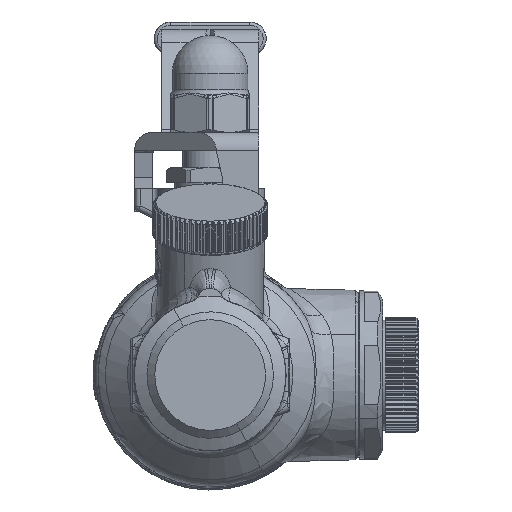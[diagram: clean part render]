
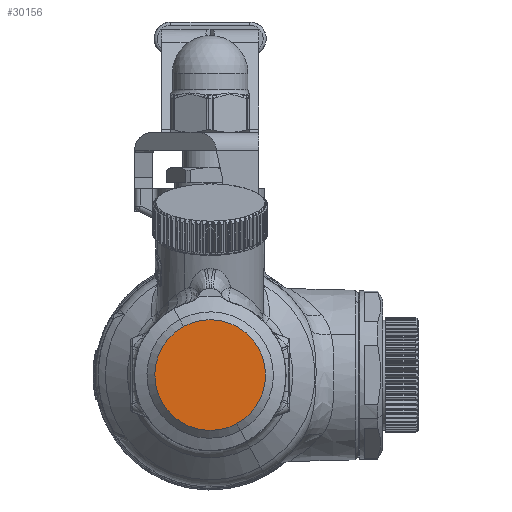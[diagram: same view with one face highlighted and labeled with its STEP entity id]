
A CAD part, left-side view. The second image highlights one B-rep face of the part: STEP entity #30156.
In plain terms, the highlighted planar face has unit normal (1, 0, 0).
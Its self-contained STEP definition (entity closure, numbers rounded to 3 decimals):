
#30099=CARTESIAN_POINT('Vertex',(-46.5,-4.387,-8.03)) ;
#30106=CARTESIAN_POINT('Vertex',(-46.5,4.387,8.03)) ;
#30109=CARTESIAN_POINT('Axis2P3D Location',(-46.5,0.,0.)) ;
#30126=CARTESIAN_POINT('Axis2P3D Location',(-46.5,0.,0.)) ;
#30130=CARTESIAN_POINT('Vertex',(-46.5,-9.15,0.)) ;
#30133=CARTESIAN_POINT('Axis2P3D Location',(-46.5,0.,0.)) ;
#30146=CARTESIAN_POINT('Axis2P3D Location',(-46.5,0.,9.15)) ;
#30110=DIRECTION('Axis2P3D Direction',(1.,0.,0.)) ;
#30127=DIRECTION('Axis2P3D Direction',(1.,-0.,0.)) ;
#30134=DIRECTION('Axis2P3D Direction',(1.,-0.,0.)) ;
#30147=DIRECTION('Axis2P3D Direction',(-1.,0.,0.)) ;
#30148=DIRECTION('Axis2P3D XDirection',(0.,1.,0.)) ;
#30111=AXIS2_PLACEMENT_3D('Circle Axis2P3D',#30109,#30110,$) ;
#30128=AXIS2_PLACEMENT_3D('Circle Axis2P3D',#30126,#30127,$) ;
#30135=AXIS2_PLACEMENT_3D('Circle Axis2P3D',#30133,#30134,$) ;
#30149=AXIS2_PLACEMENT_3D('Plane Axis2P3D',#30146,#30147,#30148) ;
#30152=ORIENTED_EDGE('',*,*,#30132,.F.) ;
#30153=ORIENTED_EDGE('',*,*,#30113,.F.) ;
#30154=ORIENTED_EDGE('',*,*,#30137,.F.) ;
#30156=ADVANCED_FACE('Sheet.1',(#30155),#30150,.F.) ;
#30112=CIRCLE('generated circle',#30111,9.15) ;
#30129=CIRCLE('generated circle',#30128,9.15) ;
#30136=CIRCLE('generated circle',#30135,9.15) ;
#30113=EDGE_CURVE('',#30107,#30100,#30112,.F.) ;
#30132=EDGE_CURVE('',#30100,#30131,#30129,.F.) ;
#30137=EDGE_CURVE('',#30131,#30107,#30136,.F.) ;
#30151=EDGE_LOOP('',(#30152,#30153,#30154)) ;
#30155=FACE_OUTER_BOUND('',#30151,.T.) ;
#30150=PLANE('',#30149) ;
#30100=VERTEX_POINT('',#30099) ;
#30107=VERTEX_POINT('',#30106) ;
#30131=VERTEX_POINT('',#30130) ;
